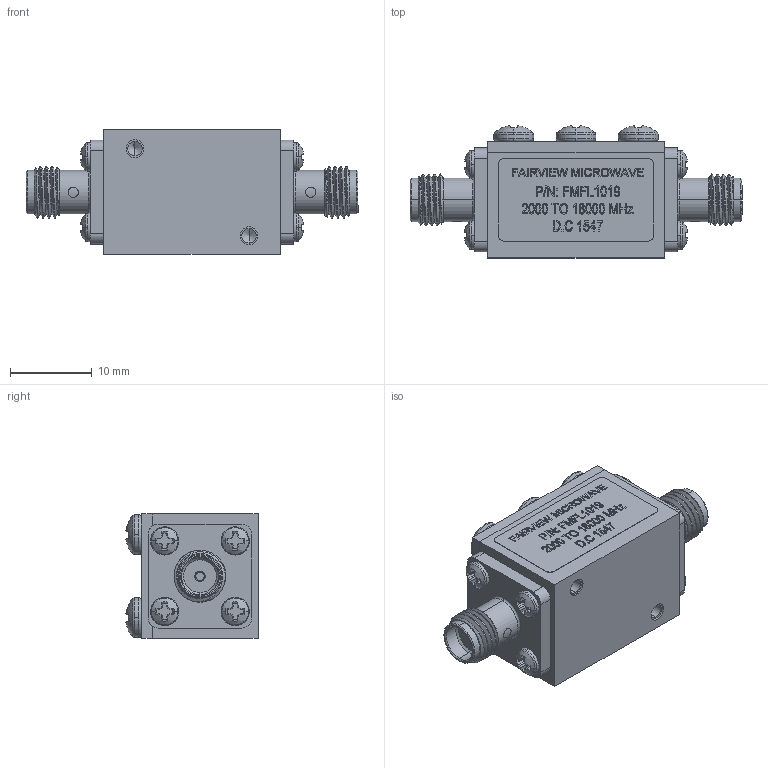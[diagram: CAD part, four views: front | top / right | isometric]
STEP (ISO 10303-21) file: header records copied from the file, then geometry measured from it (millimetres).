
FILE_DESCRIPTION (( 'STEP AP203' ), '1' );
FILE_NAME ('FMFL1019.step', '2018-07-10T22:31:56', ( '' ), ( '' ), 'SwSTEP 2.0', 'SolidWorks 2017', '' );
FILE_SCHEMA (( 'CONFIG_CONTROL_DESIGN' ));
Length unit declared in the file: inch
Products named in the file (1): FMFL1019
Bounding box: 40.64 x 16.17 x 15.29 mm (x, y, z)
Volume: 5641.3 mm3; surface area: 3081.1 mm2
Topology: 1 solids, 11 shells, 1355 faces, 3640 edges, 2406 vertices
Faces by surface type: plane 691, bspline 266, cylinder 254, cone 104, torus 28, sphere 12
Entity records: 65959 total; most frequent: CARTESIAN_POINT 34532, ORIENTED_EDGE 7272, DIRECTION 5376, EDGE_CURVE 3636, VERTEX_POINT 2406, LINE 1912, VECTOR 1912, AXIS2_PLACEMENT_3D 1732
